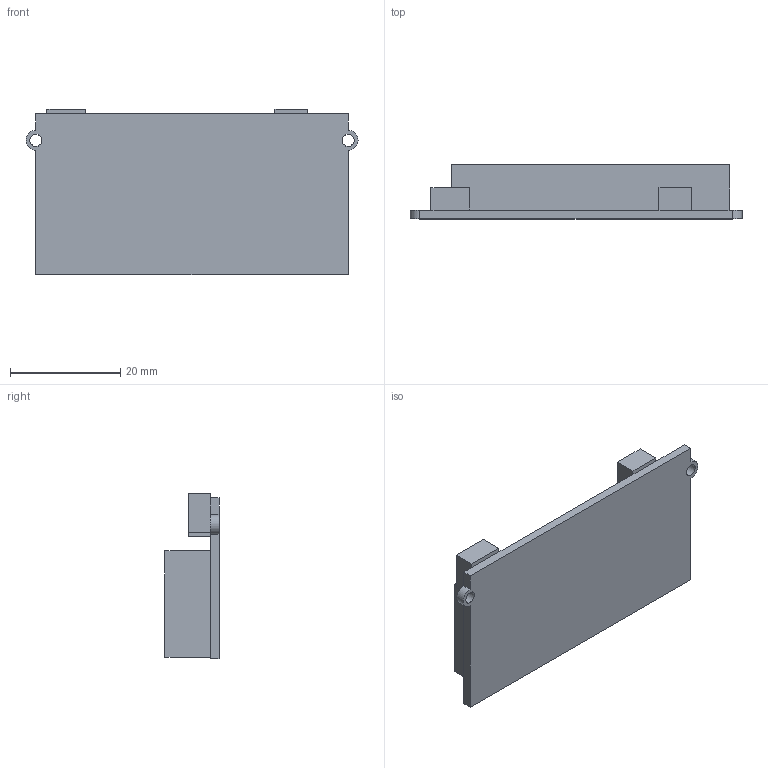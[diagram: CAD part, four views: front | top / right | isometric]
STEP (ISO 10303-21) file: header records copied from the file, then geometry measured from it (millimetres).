
FILE_DESCRIPTION(/* description */ (''),/* implementation_level */ '2;1');
FILE_NAME(/* name */ 'Dashboard PlatinenModell v1.step',/* time_stamp */ '2019-01-26T10:54:02+01:00',/* author */ ('RickYNUGR'),/* organization */ (''),/* preprocessor_version */ 'ST-DEVELOPER v17.2',/* originating_system */ 'Autodesk Translation Framework v7.6.0.251',/* authorisation */ '');
FILE_SCHEMA (('AUTOMOTIVE_DESIGN { 1 0 10303 214 3 1 1 }'));
Length unit declared in the file: millimetre
Products named in the file (1): Dashboard PlatinenModell
Bounding box: 60.2 x 9.8 x 30 mm (x, y, z)
Volume: 11026.4 mm3; surface area: 5002 mm2
Topology: 1 solids, 1 shells, 29 faces, 74 edges, 48 vertices
Faces by surface type: plane 25, cylinder 4
Full cylindrical faces by diameter (mm): 2.2 x2
Entity records: 905 total; most frequent: CARTESIAN_POINT 152, ORIENTED_EDGE 148, DIRECTION 142, EDGE_CURVE 74, LINE 66, VECTOR 66, VERTEX_POINT 48, AXIS2_PLACEMENT_3D 38
